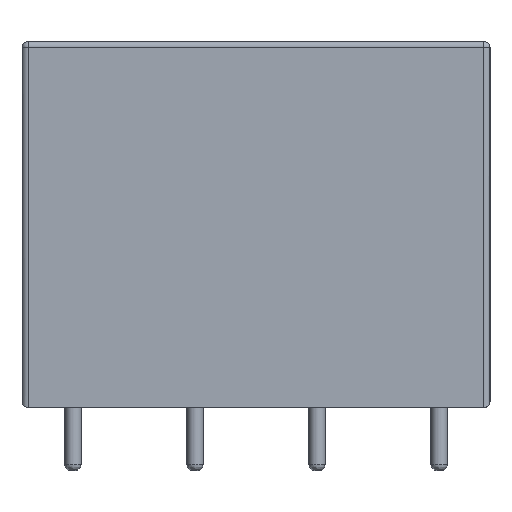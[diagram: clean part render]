
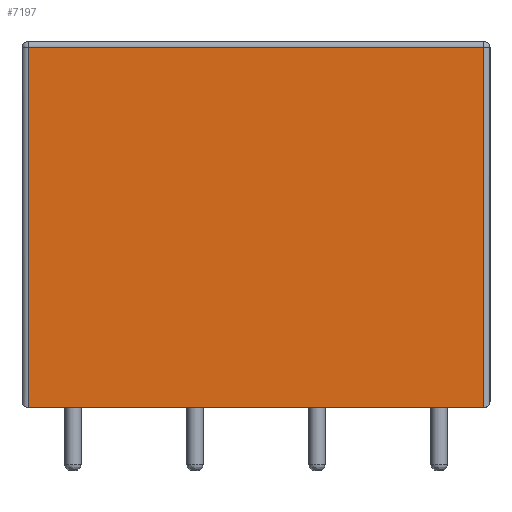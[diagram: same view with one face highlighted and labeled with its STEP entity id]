
A CAD part, left-side view. The second image highlights one B-rep face of the part: STEP entity #7197.
In plain terms, the highlighted planar face has unit normal (-1, 0, 0).
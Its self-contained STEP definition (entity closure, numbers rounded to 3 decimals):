
#1863=LINE('',#8264,#1916);
#1864=LINE('',#8274,#1917);
#1865=LINE('',#8276,#1918);
#1866=LINE('',#8277,#1919);
#1916=VECTOR('',#7617,10.);
#1917=VECTOR('',#7630,10.);
#1918=VECTOR('',#7631,10.);
#1919=VECTOR('',#7632,10.);
#1996=FACE_OUTER_BOUND('',#2130,.T.);
#2130=EDGE_LOOP('',(#5509,#5510,#5511,#5512));
#2402=VERTEX_POINT('',#8257);
#2405=VERTEX_POINT('',#8262);
#2408=VERTEX_POINT('',#8273);
#2409=VERTEX_POINT('',#8275);
#3931=EDGE_CURVE('',#2405,#2402,#1863,.T.);
#3935=EDGE_CURVE('',#2408,#2405,#1864,.T.);
#3936=EDGE_CURVE('',#2408,#2409,#1865,.T.);
#3937=EDGE_CURVE('',#2402,#2409,#1866,.T.);
#5509=ORIENTED_EDGE('',*,*,#3931,.F.);
#5510=ORIENTED_EDGE('',*,*,#3935,.F.);
#5511=ORIENTED_EDGE('',*,*,#3936,.T.);
#5512=ORIENTED_EDGE('',*,*,#3937,.F.);
#7080=PLANE('',#7367);
#7197=ADVANCED_FACE('',(#1996),#7080,.T.);
#7367=AXIS2_PLACEMENT_3D('',#8272,#7628,#7629);
#7617=DIRECTION('',(0.,1.,0.));
#7628=DIRECTION('center_axis',(-1.,0.,0.));
#7629=DIRECTION('ref_axis',(0.,1.,0.));
#7630=DIRECTION('',(0.,0.,-1.));
#7631=DIRECTION('',(0.,1.,0.));
#7632=DIRECTION('',(0.,0.,1.));
#8257=CARTESIAN_POINT('',(-19.,11.2,0.01));
#8262=CARTESIAN_POINT('',(-19.,-11.2,0.01));
#8264=CARTESIAN_POINT('',(-19.,-11.2,0.01));
#8272=CARTESIAN_POINT('Origin',(-19.,-11.5,18.01));
#8273=CARTESIAN_POINT('',(-19.,-11.2,17.71));
#8274=CARTESIAN_POINT('',(-19.,-11.2,17.71));
#8275=CARTESIAN_POINT('',(-19.,11.2,17.71));
#8276=CARTESIAN_POINT('',(-19.,-11.2,17.71));
#8277=CARTESIAN_POINT('',(-19.,11.2,0.01));
